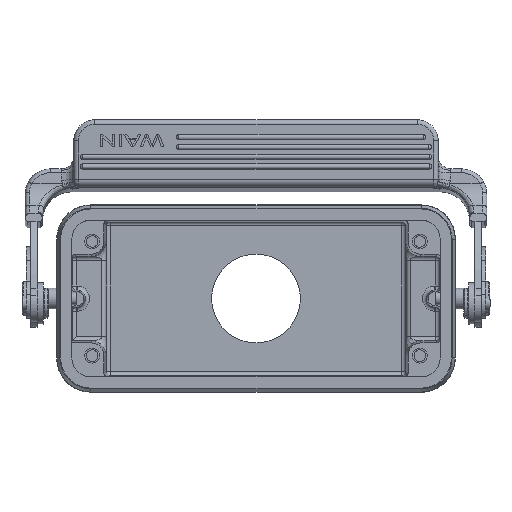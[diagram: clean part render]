
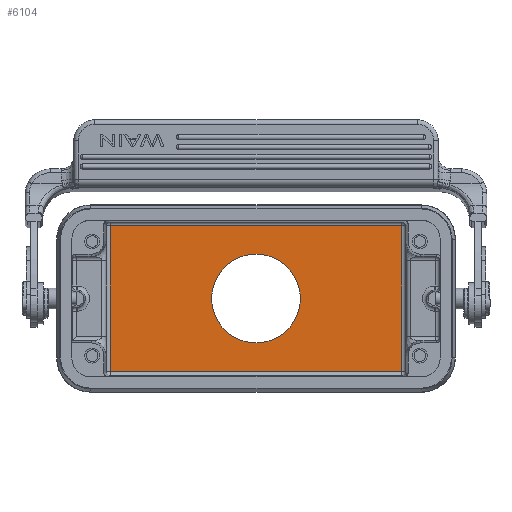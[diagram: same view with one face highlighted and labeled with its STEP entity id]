
A CAD part, front view. The second image highlights one B-rep face of the part: STEP entity #6104.
In plain terms, the highlighted planar face has unit normal (0, -1, 0).
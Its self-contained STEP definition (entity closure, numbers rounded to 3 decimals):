
#3441=FACE_BOUND('',#9149,.T.);
#3442=FACE_BOUND('',#9150,.T.);
#4876=CIRCLE('',#25638,10.5);
#6104=ADVANCED_FACE('',(#3441,#3442),#6995,.F.);
#6995=PLANE('',#25730);
#9149=EDGE_LOOP('',(#13203));
#9150=EDGE_LOOP('',(#13204,#13205,#13206,#13207));
#13203=ORIENTED_EDGE('',*,*,#19737,.F.);
#13204=ORIENTED_EDGE('',*,*,#19857,.T.);
#13205=ORIENTED_EDGE('',*,*,#19803,.T.);
#13206=ORIENTED_EDGE('',*,*,#19852,.T.);
#13207=ORIENTED_EDGE('',*,*,#19855,.T.);
#17123=VERTEX_POINT('',#38397);
#17166=VERTEX_POINT('',#38971);
#17168=VERTEX_POINT('',#38977);
#17201=VERTEX_POINT('',#39493);
#17203=VERTEX_POINT('',#39500);
#19737=EDGE_CURVE('',#17123,#17123,#4876,.T.);
#19803=EDGE_CURVE('',#17166,#17168,#22152,.T.);
#19852=EDGE_CURVE('',#17168,#17201,#22175,.T.);
#19855=EDGE_CURVE('',#17201,#17203,#22176,.T.);
#19857=EDGE_CURVE('',#17203,#17166,#22178,.T.);
#22152=LINE('',#38978,#23893);
#22175=LINE('',#39494,#23916);
#22176=LINE('',#39501,#23917);
#22178=LINE('',#39504,#23919);
#23893=VECTOR('',#30312,1.);
#23916=VECTOR('',#30411,1.);
#23917=VECTOR('',#30420,1.);
#23919=VECTOR('',#30424,1.);
#25638=AXIS2_PLACEMENT_3D('',#38396,#30180,#30181);
#25730=AXIS2_PLACEMENT_3D('',#39505,#30425,#30426);
#30180=DIRECTION('',(0.,-1.,0.));
#30181=DIRECTION('',(1.,0.,0.));
#30312=DIRECTION('',(1.,0.,0.));
#30411=DIRECTION('',(0.,0.,1.));
#30420=DIRECTION('',(-1.,0.,0.));
#30424=DIRECTION('',(0.,0.,-1.));
#30425=DIRECTION('',(0.,1.,0.));
#30426=DIRECTION('',(1.,0.,0.));
#38396=CARTESIAN_POINT('',(0.,43.,0.));
#38397=CARTESIAN_POINT('',(10.5,43.,0.));
#38971=CARTESIAN_POINT('',(-34.445,43.,-17.222));
#38977=CARTESIAN_POINT('',(34.445,43.,-17.222));
#38978=CARTESIAN_POINT('',(-34.445,43.,-17.222));
#39493=CARTESIAN_POINT('',(34.445,43.,17.222));
#39494=CARTESIAN_POINT('',(34.445,43.,-17.222));
#39500=CARTESIAN_POINT('',(-34.445,43.,17.222));
#39501=CARTESIAN_POINT('',(34.445,43.,17.222));
#39504=CARTESIAN_POINT('',(-34.445,43.,17.222));
#39505=CARTESIAN_POINT('',(45.5,43.,-21.5));
